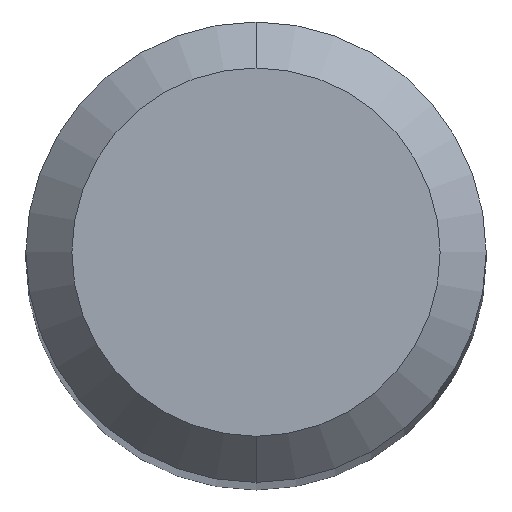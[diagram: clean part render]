
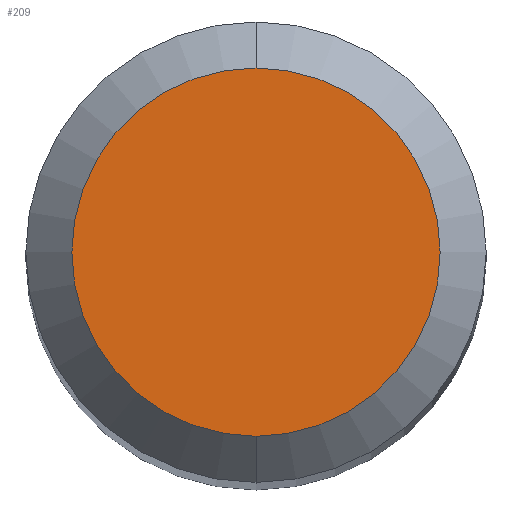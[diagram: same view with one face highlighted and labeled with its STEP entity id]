
A CAD part, top view. The second image highlights one B-rep face of the part: STEP entity #209.
In plain terms, the highlighted planar face has unit normal (0, 0, 1).
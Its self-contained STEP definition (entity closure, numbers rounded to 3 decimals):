
#209=ADVANCED_FACE('',(#521),#522,.T.);
#267=VERTEX_POINT('',#588);
#293=EDGE_CURVE('',#267,#365,#615,.T.);
#365=VERTEX_POINT('',#694);
#451=EDGE_CURVE('',#365,#267,#787,.T.);
#521=FACE_OUTER_BOUND('',#861,.T.);
#522=PLANE('',#862);
#588=CARTESIAN_POINT('',(0.,-1.2,0.0));
#615=CIRCLE('',#1094,1.2);
#694=CARTESIAN_POINT('',(0.0,1.2,0.0));
#787=CIRCLE('',#1428,1.2);
#861=EDGE_LOOP('',(#1500,#1501));
#862=AXIS2_PLACEMENT_3D('',#1502,#1503,#1504);
#1094=AXIS2_PLACEMENT_3D('',#1597,#1598,#1599);
#1428=AXIS2_PLACEMENT_3D('',#1788,#1789,#1790);
#1500=ORIENTED_EDGE('',*,*,#451,.F.);
#1501=ORIENTED_EDGE('',*,*,#293,.F.);
#1502=CARTESIAN_POINT('',(0.0,0.6,0.0));
#1503=DIRECTION('',(-0.0,0.0,1.0));
#1504=DIRECTION('',(0.0,-1.0,0.0));
#1597=CARTESIAN_POINT('',(0.0,0.0,0.0));
#1598=DIRECTION('',(0.0,0.0,-1.0));
#1599=DIRECTION('',(0.0,1.0,0.0));
#1788=CARTESIAN_POINT('',(0.0,0.0,0.0));
#1789=DIRECTION('',(0.0,0.0,-1.0));
#1790=DIRECTION('',(0.0,1.0,0.0));
